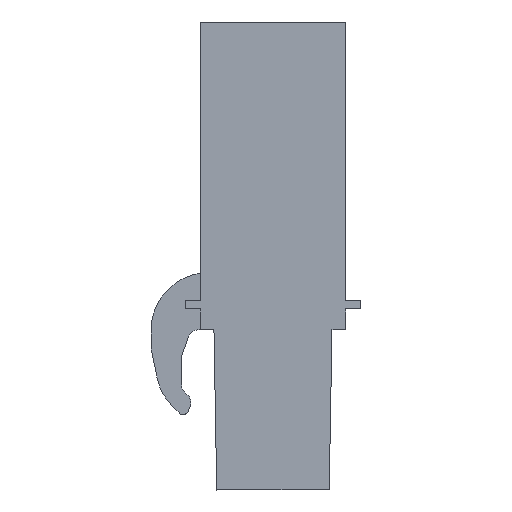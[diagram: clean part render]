
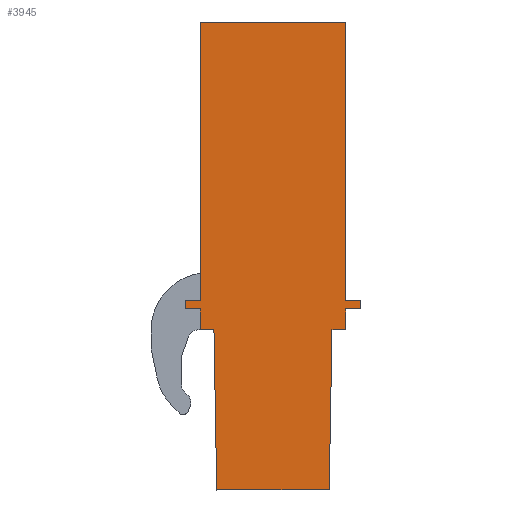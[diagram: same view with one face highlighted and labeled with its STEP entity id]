
A CAD part, left-side view. The second image highlights one B-rep face of the part: STEP entity #3945.
In plain terms, the highlighted planar face has unit normal (-1, 0, 0).
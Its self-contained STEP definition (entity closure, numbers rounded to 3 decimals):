
#3845=AXIS2_PLACEMENT_3D('Plane Axis2P3D',#3842,#3843,#3844) ;
#56=CARTESIAN_POINT('Vertex',(0.,0.8,24.55)) ;
#59=CARTESIAN_POINT('Line Origine',(0.,0.8,17.25)) ;
#63=CARTESIAN_POINT('Vertex',(0.,0.8,9.95)) ;
#705=CARTESIAN_POINT('Vertex',(0.,9.22,9.95)) ;
#708=CARTESIAN_POINT('Line Origine',(0.,8.82,9.95)) ;
#712=CARTESIAN_POINT('Vertex',(0.,8.42,9.95)) ;
#755=CARTESIAN_POINT('Line Origine',(0.,0.4,9.95)) ;
#759=CARTESIAN_POINT('Vertex',(0.,0.,9.95)) ;
#2258=CARTESIAN_POINT('Vertex',(0.,8.42,24.55)) ;
#2261=CARTESIAN_POINT('Line Origine',(0.,4.61,24.55)) ;
#3842=CARTESIAN_POINT('Axis2P3D Location',(0.,0.,0.)) ;
#3847=CARTESIAN_POINT('Line Origine',(0.,1.587,4.2)) ;
#3851=CARTESIAN_POINT('Vertex',(0.,1.66,0.)) ;
#3853=CARTESIAN_POINT('Vertex',(0.,1.513,8.4)) ;
#3856=CARTESIAN_POINT('Line Origine',(0.,1.157,8.4)) ;
#3860=CARTESIAN_POINT('Vertex',(0.,0.8,8.4)) ;
#3863=CARTESIAN_POINT('Line Origine',(0.,0.8,8.95)) ;
#3867=CARTESIAN_POINT('Vertex',(0.,0.8,9.5)) ;
#3870=CARTESIAN_POINT('Line Origine',(0.,0.4,9.5)) ;
#3874=CARTESIAN_POINT('Vertex',(0.,0.,9.5)) ;
#3877=CARTESIAN_POINT('Line Origine',(0.,0.,9.725)) ;
#3882=CARTESIAN_POINT('Line Origine',(0.,8.42,17.25)) ;
#3887=CARTESIAN_POINT('Line Origine',(0.,9.22,9.725)) ;
#3891=CARTESIAN_POINT('Vertex',(0.,9.22,9.5)) ;
#3894=CARTESIAN_POINT('Line Origine',(0.,8.82,9.5)) ;
#3898=CARTESIAN_POINT('Vertex',(0.,8.42,9.5)) ;
#3901=CARTESIAN_POINT('Line Origine',(0.,8.42,8.95)) ;
#3905=CARTESIAN_POINT('Vertex',(0.,8.42,8.4)) ;
#3908=CARTESIAN_POINT('Line Origine',(0.,8.063,8.4)) ;
#3912=CARTESIAN_POINT('Vertex',(0.,7.707,8.4)) ;
#3915=CARTESIAN_POINT('Line Origine',(0.,7.633,4.2)) ;
#3919=CARTESIAN_POINT('Vertex',(0.,7.56,0.)) ;
#3922=CARTESIAN_POINT('Line Origine',(0.,4.61,0.)) ;
#60=DIRECTION('Vector Direction',(0.,0.,-1.)) ;
#709=DIRECTION('Vector Direction',(0.,-1.,0.)) ;
#756=DIRECTION('Vector Direction',(0.,-1.,0.)) ;
#2262=DIRECTION('Vector Direction',(0.,-1.,0.)) ;
#3843=DIRECTION('Axis2P3D Direction',(-1.,0.,0.)) ;
#3844=DIRECTION('Axis2P3D XDirection',(0.,0.,1.)) ;
#3848=DIRECTION('Vector Direction',(0.,0.017,-1.)) ;
#3857=DIRECTION('Vector Direction',(0.,1.,0.)) ;
#3864=DIRECTION('Vector Direction',(0.,0.,-1.)) ;
#3871=DIRECTION('Vector Direction',(0.,1.,0.)) ;
#3878=DIRECTION('Vector Direction',(0.,0.,-1.)) ;
#3883=DIRECTION('Vector Direction',(0.,0.,1.)) ;
#3888=DIRECTION('Vector Direction',(0.,0.,1.)) ;
#3895=DIRECTION('Vector Direction',(0.,1.,0.)) ;
#3902=DIRECTION('Vector Direction',(0.,0.,1.)) ;
#3909=DIRECTION('Vector Direction',(0.,1.,0.)) ;
#3916=DIRECTION('Vector Direction',(0.,0.017,1.)) ;
#3923=DIRECTION('Vector Direction',(0.,1.,0.)) ;
#61=VECTOR('Line Direction',#60,1.) ;
#710=VECTOR('Line Direction',#709,1.) ;
#757=VECTOR('Line Direction',#756,1.) ;
#2263=VECTOR('Line Direction',#2262,1.) ;
#3849=VECTOR('Line Direction',#3848,1.) ;
#3858=VECTOR('Line Direction',#3857,1.) ;
#3865=VECTOR('Line Direction',#3864,1.) ;
#3872=VECTOR('Line Direction',#3871,1.) ;
#3879=VECTOR('Line Direction',#3878,1.) ;
#3884=VECTOR('Line Direction',#3883,1.) ;
#3889=VECTOR('Line Direction',#3888,1.) ;
#3896=VECTOR('Line Direction',#3895,1.) ;
#3903=VECTOR('Line Direction',#3902,1.) ;
#3910=VECTOR('Line Direction',#3909,1.) ;
#3917=VECTOR('Line Direction',#3916,1.) ;
#3924=VECTOR('Line Direction',#3923,1.) ;
#3928=ORIENTED_EDGE('',*,*,#3855,.T.) ;
#3929=ORIENTED_EDGE('',*,*,#3862,.T.) ;
#3930=ORIENTED_EDGE('',*,*,#3869,.T.) ;
#3931=ORIENTED_EDGE('',*,*,#3876,.T.) ;
#3932=ORIENTED_EDGE('',*,*,#3881,.T.) ;
#3933=ORIENTED_EDGE('',*,*,#761,.T.) ;
#3934=ORIENTED_EDGE('',*,*,#65,.T.) ;
#3935=ORIENTED_EDGE('',*,*,#2265,.T.) ;
#3936=ORIENTED_EDGE('',*,*,#3886,.T.) ;
#3937=ORIENTED_EDGE('',*,*,#714,.T.) ;
#3938=ORIENTED_EDGE('',*,*,#3893,.T.) ;
#3939=ORIENTED_EDGE('',*,*,#3900,.T.) ;
#3940=ORIENTED_EDGE('',*,*,#3907,.T.) ;
#3941=ORIENTED_EDGE('',*,*,#3914,.T.) ;
#3942=ORIENTED_EDGE('',*,*,#3921,.T.) ;
#3943=ORIENTED_EDGE('',*,*,#3926,.T.) ;
#3945=ADVANCED_FACE('_BLC 5.08/16R OR 1610630000',(#3944),#3846,.T.) ;
#65=EDGE_CURVE('',#64,#57,#62,.F.) ;
#714=EDGE_CURVE('',#713,#706,#711,.F.) ;
#761=EDGE_CURVE('',#760,#64,#758,.F.) ;
#2265=EDGE_CURVE('',#57,#2259,#2264,.F.) ;
#3855=EDGE_CURVE('',#3852,#3854,#3850,.F.) ;
#3862=EDGE_CURVE('',#3854,#3861,#3859,.F.) ;
#3869=EDGE_CURVE('',#3861,#3868,#3866,.F.) ;
#3876=EDGE_CURVE('',#3868,#3875,#3873,.F.) ;
#3881=EDGE_CURVE('',#3875,#760,#3880,.F.) ;
#3886=EDGE_CURVE('',#2259,#713,#3885,.F.) ;
#3893=EDGE_CURVE('',#706,#3892,#3890,.F.) ;
#3900=EDGE_CURVE('',#3892,#3899,#3897,.F.) ;
#3907=EDGE_CURVE('',#3899,#3906,#3904,.F.) ;
#3914=EDGE_CURVE('',#3906,#3913,#3911,.F.) ;
#3921=EDGE_CURVE('',#3913,#3920,#3918,.F.) ;
#3926=EDGE_CURVE('',#3920,#3852,#3925,.F.) ;
#3927=EDGE_LOOP('',(#3928,#3929,#3930,#3931,#3932,#3933,#3934,#3935,#3936,#3937,#3938,#3939,#3940,#3941,#3942,#3943)) ;
#3944=FACE_OUTER_BOUND('',#3927,.T.) ;
#62=LINE('Line',#59,#61) ;
#711=LINE('Line',#708,#710) ;
#758=LINE('Line',#755,#757) ;
#2264=LINE('Line',#2261,#2263) ;
#3850=LINE('Line',#3847,#3849) ;
#3859=LINE('Line',#3856,#3858) ;
#3866=LINE('Line',#3863,#3865) ;
#3873=LINE('Line',#3870,#3872) ;
#3880=LINE('Line',#3877,#3879) ;
#3885=LINE('Line',#3882,#3884) ;
#3890=LINE('Line',#3887,#3889) ;
#3897=LINE('Line',#3894,#3896) ;
#3904=LINE('Line',#3901,#3903) ;
#3911=LINE('Line',#3908,#3910) ;
#3918=LINE('Line',#3915,#3917) ;
#3925=LINE('Line',#3922,#3924) ;
#3846=PLANE('',#3845) ;
#57=VERTEX_POINT('',#56) ;
#64=VERTEX_POINT('',#63) ;
#706=VERTEX_POINT('',#705) ;
#713=VERTEX_POINT('',#712) ;
#760=VERTEX_POINT('',#759) ;
#2259=VERTEX_POINT('',#2258) ;
#3852=VERTEX_POINT('',#3851) ;
#3854=VERTEX_POINT('',#3853) ;
#3861=VERTEX_POINT('',#3860) ;
#3868=VERTEX_POINT('',#3867) ;
#3875=VERTEX_POINT('',#3874) ;
#3892=VERTEX_POINT('',#3891) ;
#3899=VERTEX_POINT('',#3898) ;
#3906=VERTEX_POINT('',#3905) ;
#3913=VERTEX_POINT('',#3912) ;
#3920=VERTEX_POINT('',#3919) ;
